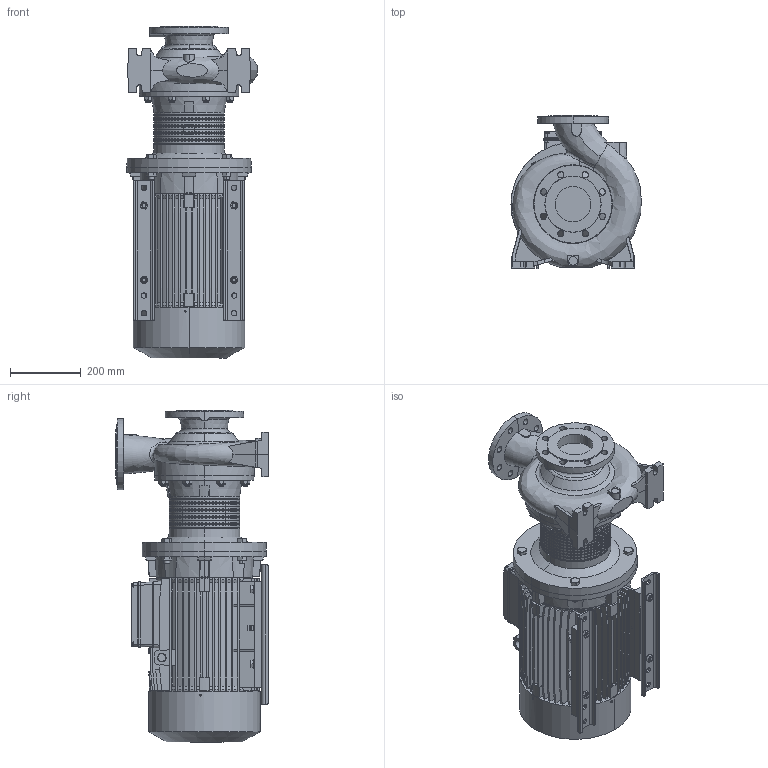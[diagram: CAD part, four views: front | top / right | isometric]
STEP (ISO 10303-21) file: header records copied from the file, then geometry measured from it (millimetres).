
FILE_DESCRIPTION (( 'STEP AP214' ), '1' );
FILE_NAME ('4_93_446_02_REV00.step', '2021-02-15T14:25:10', ( '' ), ( '' ), 'SwSTEP 2.0', 'SolidWorks 2019', '' );
FILE_SCHEMA (( 'AUTOMOTIVE_DESIGN' ));
Length unit declared in the file: millimetre
Products named in the file (19): Copia di M12x1_75_ingombro^4_93_446_02_REV00; Copia di 1_66_232_LAVNM80_100-200_semplificato^4_93_446_02_REV00; Copia di 0_67_001_040811_semplificato^Copia di 160_B35_4_93_446_02_REV00; Copia di 4_92_054_REV00_pelle^4_93_446_02_REV00; Copia di M12_13x24x2_5^4_93_446_02_REV00; Copia di M16x60_UNI_5739_ingombri3D^4_93_446_02_REV00; 4_93_446_02_REV00; Copia di 3_67_082_semplificato^Copia di 160_B35_4_93_446_02_REV00; Copia di NM_88_REV01_60x20x394_DX-SX^4_93_446_02_REV00; Copia di 0_66_015CZ_semplificato^4_93_446_02_REV00; Copia di Vite_TCB+_M6x25_UNI_7687_ingombro3D^Copia di 160_B35_4_93_446_02_REV00; Copia di Pressacavo M40x1.5_ingombro3D^Copia di 160_B35_4_93_446_02_REV00; Copia di 160_B35^4_93_446_02_REV00; Copia di M12x40_UNI_5739_ingombri3D^4_93_446_02_REV00; Copia di M16x2_ingombro^4_93_446_02_REV00; Copia di M14x2_ingombro^4_93_446_02_REV00; Copia di 2_67_031_semplificato^Copia di 160_B35_4_93_446_02_REV00; Copia di 3_67_124_semplificato^Copia di 160_B35_4_93_446_02_REV00; Copia di 2_67_032_semplificato^Copia di 160_B35_4_93_446_02_REV00
Assembly tree (45 placements, depth 3):
  4_93_446_02_REV00
    Copia di 0_66_015CZ_semplificato^4_93_446_02_REV00
    Copia di 1_66_232_LAVNM80_100-200_semplificato^4_93_446_02_REV00
    Copia di M14x2_ingombro^4_93_446_02_REV00  x8
    Copia di M16x60_UNI_5739_ingombri3D^4_93_446_02_REV00  x4
    Copia di M16x2_ingombro^4_93_446_02_REV00  x4
    Copia di 4_92_054_REV00_pelle^4_93_446_02_REV00
    Copia di 160_B35^4_93_446_02_REV00
      Copia di 0_67_001_040811_semplificato^Copia di 160_B35_4_93_446_02_REV00
      Copia di 2_67_031_semplificato^Copia di 160_B35_4_93_446_02_REV00
      Copia di 3_67_082_semplificato^Copia di 160_B35_4_93_446_02_REV00
      Copia di 2_67_032_semplificato^Copia di 160_B35_4_93_446_02_REV00
      Copia di Vite_TCB+_M6x25_UNI_7687_ingombro3D^Copia di 160_B35_4_93_446_02_REV00  x4
      Copia di 3_67_124_semplificato^Copia di 160_B35_4_93_446_02_REV00
      Copia di Pressacavo M40x1.5_ingombro3D^Copia di 160_B35_4_93_446_02_REV00  x2
    Copia di NM_88_REV01_60x20x394_DX-SX^4_93_446_02_REV00  x2
    Copia di M12x40_UNI_5739_ingombri3D^4_93_446_02_REV00  x4
    Copia di M12_13x24x2_5^4_93_446_02_REV00  x4
    Copia di M12x1_75_ingombro^4_93_446_02_REV00  x4
Bounding box: 366.78 x 430 x 935.8 mm (x, y, z)
Volume: 59921099 mm3; surface area: 3217682.4 mm2
Topology: 45 solids, 541 shells, 4063 faces, 11568 edges, 8231 vertices
Faces by surface type: plane 1426, bspline 1112, cylinder 1050, cone 463, sphere 8, torus 4
Entity records: 153681 total; most frequent: CARTESIAN_POINT 68775, ORIENTED_EDGE 18372, DIRECTION 14360, EDGE_CURVE 10178, VERTEX_POINT 7384, VECTOR 6254, LINE 6254, AXIS2_PLACEMENT_3D 4053
